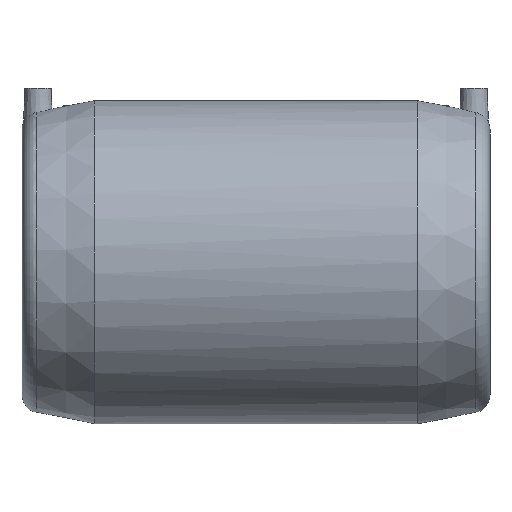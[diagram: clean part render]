
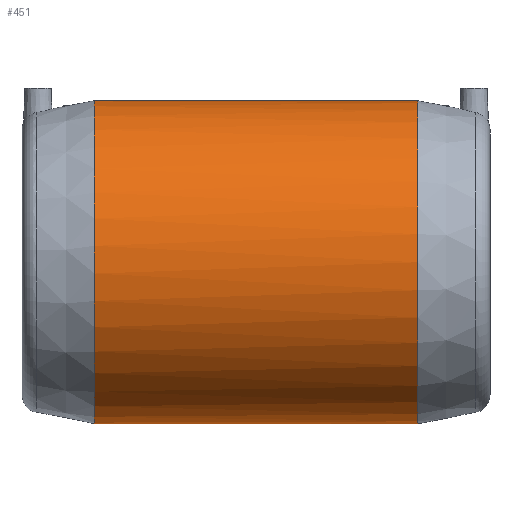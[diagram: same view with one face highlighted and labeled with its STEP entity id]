
A CAD part, front view. The second image highlights one B-rep face of the part: STEP entity #451.
In plain terms, the highlighted cylindrical face has radius 116 mm (diameter 232 mm), a full revolution.
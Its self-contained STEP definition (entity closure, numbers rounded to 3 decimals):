
#51=B_SPLINE_CURVE_WITH_KNOTS('',3,(#886,#887,#888,#889,#890,#891,#892,
#893,#894,#895,#896,#897,#898,#899,#900,#901,#902,#903,#904,#905,#906,#907,
#908,#909,#910,#911,#912,#913,#914,#915,#916,#917,#918,#919,#920,#921,#922,
#923,#924,#925,#926,#927,#928,#929,#930,#931,#932,#933,#934,#935,#936,#937,
#938,#939,#940,#941,#942,#943),.UNSPECIFIED.,.T.,.F.,(1,1,1,1,1,1,1,1,1,
1,1,1,1,1,1,1,1,1,1,1,1,1,1,1,1,1,1,1,1,1,1,1,1,1,1,1,1,1,1,1,1,1,1,1,1,
1,1,1,1,1,1,1,1,1,1,1,1,1,1,1,1,1),(-0.016,-0.011,
-0.005,0.,0.005,0.011,
0.016,0.021,0.027,0.032,
0.037,0.043,0.054,0.064,
0.07,0.075,0.08,0.086,
0.091,0.096,0.102,0.107,
0.118,0.123,0.128,0.134,
0.139,0.144,0.15,0.155,
0.161,0.171,0.182,0.193,0.198,
0.203,0.209,0.214,0.219,
0.225,0.23,0.235,0.246,
0.257,0.262,0.268,0.273,0.278,
0.284,0.289,0.3,0.305,
0.31,0.316,0.321,0.326,
0.332,0.337,0.342,0.348,
0.353,0.359),.UNSPECIFIED.);
#63=CYLINDRICAL_SURFACE('',#517,116.);
#110=ORIENTED_EDGE('',*,*,#189,.T.);
#111=ORIENTED_EDGE('',*,*,#177,.F.);
#112=ORIENTED_EDGE('',*,*,#175,.T.);
#175=EDGE_CURVE('',#221,#221,#260,.T.);
#177=EDGE_CURVE('',#223,#223,#261,.T.);
#189=EDGE_CURVE('',#234,#234,#51,.T.);
#221=VERTEX_POINT('',#759);
#223=VERTEX_POINT('',#774);
#234=VERTEX_POINT('',#944);
#260=CIRCLE('',#504,116.);
#261=CIRCLE('',#506,116.);
#312=EDGE_LOOP('',(#110));
#313=EDGE_LOOP('',(#111));
#314=EDGE_LOOP('',(#112));
#382=FACE_BOUND('',#312,.T.);
#383=FACE_BOUND('',#313,.T.);
#384=FACE_BOUND('',#314,.T.);
#451=ADVANCED_FACE('',(#382,#383,#384),#63,.T.);
#504=AXIS2_PLACEMENT_3D('',#758,#588,#589);
#506=AXIS2_PLACEMENT_3D('',#773,#592,#593);
#517=AXIS2_PLACEMENT_3D('',#885,#616,#617);
#588=DIRECTION('',(-1.,0.,0.));
#589=DIRECTION('',(0.,0.,1.));
#592=DIRECTION('',(-1.,0.,0.));
#593=DIRECTION('',(0.,0.,1.));
#616=DIRECTION('',(-1.,0.,0.));
#617=DIRECTION('',(0.,0.,1.));
#758=CARTESIAN_POINT('',(116.,0.,0.));
#759=CARTESIAN_POINT('',(116.,0.,116.));
#773=CARTESIAN_POINT('',(-116.,0.,0.));
#774=CARTESIAN_POINT('',(-116.,0.,116.));
#885=CARTESIAN_POINT('',(-60.,0.,0.));
#886=CARTESIAN_POINT('',(54.804,115.915,-5.423));
#887=CARTESIAN_POINT('',(55.097,116.042,0.01));
#888=CARTESIAN_POINT('',(54.806,115.916,5.385));
#889=CARTESIAN_POINT('',(53.963,115.55,10.649));
#890=CARTESIAN_POINT('',(52.554,114.95,15.852));
#891=CARTESIAN_POINT('',(50.64,114.156,20.793));
#892=CARTESIAN_POINT('',(48.259,113.201,25.472));
#893=CARTESIAN_POINT('',(45.39,112.102,29.929));
#894=CARTESIAN_POINT('',(42.131,110.924,34.022));
#895=CARTESIAN_POINT('',(37.316,109.301,38.997));
#896=CARTESIAN_POINT('',(30.33,107.234,44.374));
#897=CARTESIAN_POINT('',(22.582,105.487,48.289));
#898=CARTESIAN_POINT('',(15.822,104.393,50.586));
#899=CARTESIAN_POINT('',(10.652,103.788,51.812));
#900=CARTESIAN_POINT('',(5.399,103.412,52.555));
#901=CARTESIAN_POINT('',(0.041,103.281,52.812));
#902=CARTESIAN_POINT('',(-5.364,103.41,52.56));
#903=CARTESIAN_POINT('',(-10.631,103.786,51.816));
#904=CARTESIAN_POINT('',(-15.814,104.392,50.588));
#905=CARTESIAN_POINT('',(-22.572,105.485,48.294));
#906=CARTESIAN_POINT('',(-28.799,106.889,45.147));
#907=CARTESIAN_POINT('',(-34.574,108.488,41.114));
#908=CARTESIAN_POINT('',(-38.533,109.711,37.737));
#909=CARTESIAN_POINT('',(-42.147,110.929,34.006));
#910=CARTESIAN_POINT('',(-45.429,112.117,29.874));
#911=CARTESIAN_POINT('',(-48.268,113.205,25.454));
#912=CARTESIAN_POINT('',(-50.641,114.156,20.79));
#913=CARTESIAN_POINT('',(-52.552,114.949,15.861));
#914=CARTESIAN_POINT('',(-54.43,115.749,8.918));
#915=CARTESIAN_POINT('',(-55.383,116.168,0.136));
#916=CARTESIAN_POINT('',(-54.228,115.661,-10.775));
#917=CARTESIAN_POINT('',(-51.484,114.495,-19.119));
#918=CARTESIAN_POINT('',(-48.265,113.204,-25.464));
#919=CARTESIAN_POINT('',(-45.426,112.116,-29.874));
#920=CARTESIAN_POINT('',(-42.192,110.945,-33.955));
#921=CARTESIAN_POINT('',(-38.536,109.712,-37.738));
#922=CARTESIAN_POINT('',(-34.549,108.481,-41.13));
#923=CARTESIAN_POINT('',(-30.286,107.3,-44.109));
#924=CARTESIAN_POINT('',(-25.731,106.197,-46.695));
#925=CARTESIAN_POINT('',(-19.246,104.88,-49.599));
#926=CARTESIAN_POINT('',(-10.823,103.681,-52.034));
#927=CARTESIAN_POINT('',(-1.797,103.238,-52.895));
#928=CARTESIAN_POINT('',(5.302,103.408,-52.564));
#929=CARTESIAN_POINT('',(10.601,103.781,-51.825));
#930=CARTESIAN_POINT('',(15.841,104.396,-50.58));
#931=CARTESIAN_POINT('',(20.844,105.205,-48.882));
#932=CARTESIAN_POINT('',(25.662,106.182,-46.73));
#933=CARTESIAN_POINT('',(31.813,107.669,-43.246));
#934=CARTESIAN_POINT('',(37.292,109.293,-39.019));
#935=CARTESIAN_POINT('',(42.185,110.942,-33.964));
#936=CARTESIAN_POINT('',(45.429,112.117,-29.87));
#937=CARTESIAN_POINT('',(48.251,113.198,-25.484));
#938=CARTESIAN_POINT('',(50.652,114.16,-20.774));
#939=CARTESIAN_POINT('',(52.577,114.96,-15.778));
#940=CARTESIAN_POINT('',(53.955,115.547,-10.672));
#941=CARTESIAN_POINT('',(54.804,115.915,-5.423));
#942=CARTESIAN_POINT('',(55.097,116.042,0.01));
#943=CARTESIAN_POINT('',(54.806,115.916,5.385));
#944=CARTESIAN_POINT('',(55.,116.,0.));
